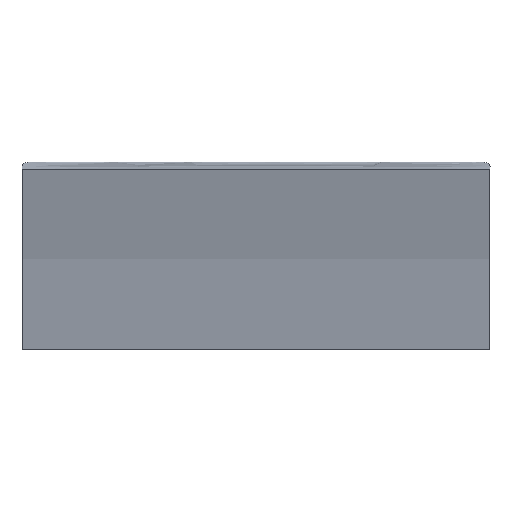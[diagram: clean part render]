
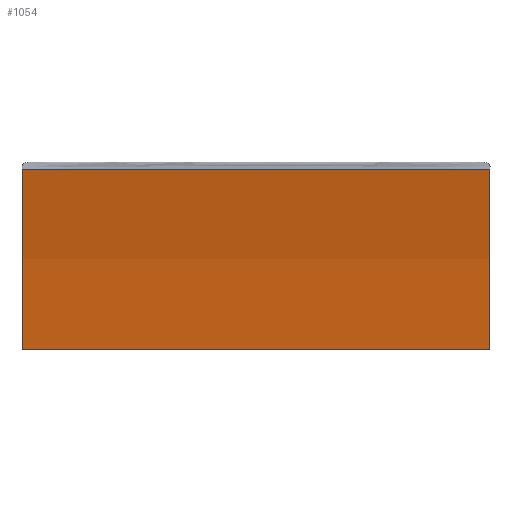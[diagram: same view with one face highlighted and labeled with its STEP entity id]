
A CAD part, top view. The second image highlights one B-rep face of the part: STEP entity #1054.
In plain terms, the highlighted free-form (B-spline) face has degree [1, 3] with [2, 4] control points.
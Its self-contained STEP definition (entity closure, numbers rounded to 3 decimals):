
#131 = VERTEX_POINT ( 'NONE', #5467 ) ;
#191 = CARTESIAN_POINT ( 'NONE',  ( -1050., 2940.831, 284.857 ) ) ;
#394 = ORIENTED_EDGE ( 'NONE', *, *, #2147, .T. ) ;
#538 = B_SPLINE_CURVE_WITH_KNOTS ( 'NONE', 1,
 ( #2628, #191 ),
 .UNSPECIFIED., .F., .F.,
 ( 2, 2 ),
 ( -1., 0. ),
 .UNSPECIFIED. ) ;
#660 = EDGE_CURVE ( 'NONE', #5736, #2412, #1678, .T. ) ;
#756 = B_SPLINE_CURVE_WITH_KNOTS ( 'NONE', 1,
 ( #4765, #1857 ),
 .UNSPECIFIED., .F., .F.,
 ( 2, 2 ),
 ( -1., 0. ),
 .UNSPECIFIED. ) ;
#777 = EDGE_CURVE ( 'NONE', #131, #1994, #5021, .T. ) ;
#796 = CARTESIAN_POINT ( 'NONE',  ( -1050., 2940.831, 284.857 ) ) ;
#1054 = ADVANCED_FACE ( 'NONE', ( #2238 ), #2583, .T. ) ;
#1146 = CARTESIAN_POINT ( 'NONE',  ( 1050., 2130.756, 114.089 ) ) ;
#1288 = EDGE_CURVE ( 'NONE', #2412, #131, #538, .T. ) ;
#1585 = CARTESIAN_POINT ( 'NONE',  ( -1050., 2675.994, 204.951 ) ) ;
#1678 =( BOUNDED_CURVE ( )  B_SPLINE_CURVE ( 3, ( #2873, #3893, #3860, #5712 ),
 .UNSPECIFIED., .F., .T. ) 
 B_SPLINE_CURVE_WITH_KNOTS ( ( 4, 4 ),
 ( -0.171, 0. ),
 .UNSPECIFIED. ) 
 CURVE ( )  GEOMETRIC_REPRESENTATION_ITEM ( )  RATIONAL_B_SPLINE_CURVE ( ( 1., 0.998, 0.998, 1. ) ) 
 REPRESENTATION_ITEM ( '' )  );
#1833 = ORIENTED_EDGE ( 'NONE', *, *, #1288, .T. ) ;
#1857 = CARTESIAN_POINT ( 'NONE',  ( 1050., 2130.756, 114.089 ) ) ;
#1994 = VERTEX_POINT ( 'NONE', #3366 ) ;
#2110 = CARTESIAN_POINT ( 'NONE',  ( -1050., 2675.994, 204.951 ) ) ;
#2147 = EDGE_CURVE ( 'NONE', #1994, #5736, #756, .T. ) ;
#2175 = ORIENTED_EDGE ( 'NONE', *, *, #660, .T. ) ;
#2238 = FACE_OUTER_BOUND ( 'NONE', #5114, .T. ) ;
#2412 = VERTEX_POINT ( 'NONE', #2788 ) ;
#2583 =( BOUNDED_SURFACE ( )  B_SPLINE_SURFACE ( 1, 3, ( 
 ( #3712, #5660, #5175, #1146 ),
 ( #796, #2110, #3583, #4063 ) ),
 .UNSPECIFIED., .F., .F., .F. ) 
 B_SPLINE_SURFACE_WITH_KNOTS ( ( 2, 2 ),
 ( 4, 4 ),
 ( 0., 1. ),
 ( 0., 1. ),
 .UNSPECIFIED. ) 
 GEOMETRIC_REPRESENTATION_ITEM ( )  RATIONAL_B_SPLINE_SURFACE ( (
 ( 1., 0.998, 0.998, 1.),
 ( 1., 0.998, 0.998, 1.) ) ) 
 REPRESENTATION_ITEM ( '' )  SURFACE ( )  );
#2628 = CARTESIAN_POINT ( 'NONE',  ( 1050., 2940.831, 284.857 ) ) ;
#2788 = CARTESIAN_POINT ( 'NONE',  ( 1050., 2940.831, 284.857 ) ) ;
#2873 = CARTESIAN_POINT ( 'NONE',  ( 1050., 2130.756, 114.089 ) ) ;
#3366 = CARTESIAN_POINT ( 'NONE',  ( -1050., 2130.756, 114.089 ) ) ;
#3583 = CARTESIAN_POINT ( 'NONE',  ( -1050., 2405.313, 147.89 ) ) ;
#3604 = CARTESIAN_POINT ( 'NONE',  ( -1050., 2940.831, 284.857 ) ) ;
#3712 = CARTESIAN_POINT ( 'NONE',  ( 1050., 2940.831, 284.857 ) ) ;
#3860 = CARTESIAN_POINT ( 'NONE',  ( 1050., 2675.994, 204.951 ) ) ;
#3893 = CARTESIAN_POINT ( 'NONE',  ( 1050., 2405.313, 147.89 ) ) ;
#4063 = CARTESIAN_POINT ( 'NONE',  ( -1050., 2130.756, 114.089 ) ) ;
#4129 = ORIENTED_EDGE ( 'NONE', *, *, #777, .T. ) ;
#4765 = CARTESIAN_POINT ( 'NONE',  ( -1050., 2130.756, 114.089 ) ) ;
#5021 =( BOUNDED_CURVE ( )  B_SPLINE_CURVE ( 3, ( #3604, #1585, #5052, #5567 ),
 .UNSPECIFIED., .F., .T. ) 
 B_SPLINE_CURVE_WITH_KNOTS ( ( 4, 4 ),
 ( -0.171, 0. ),
 .UNSPECIFIED. ) 
 CURVE ( )  GEOMETRIC_REPRESENTATION_ITEM ( )  RATIONAL_B_SPLINE_CURVE ( ( 1., 0.998, 0.998, 1. ) ) 
 REPRESENTATION_ITEM ( '' )  );
#5052 = CARTESIAN_POINT ( 'NONE',  ( -1050., 2405.313, 147.89 ) ) ;
#5114 = EDGE_LOOP ( 'NONE', ( #2175, #1833, #4129, #394 ) ) ;
#5151 = CARTESIAN_POINT ( 'NONE',  ( 1050., 2130.756, 114.089 ) ) ;
#5175 = CARTESIAN_POINT ( 'NONE',  ( 1050., 2405.313, 147.89 ) ) ;
#5467 = CARTESIAN_POINT ( 'NONE',  ( -1050., 2940.831, 284.857 ) ) ;
#5567 = CARTESIAN_POINT ( 'NONE',  ( -1050., 2130.756, 114.089 ) ) ;
#5660 = CARTESIAN_POINT ( 'NONE',  ( 1050., 2675.994, 204.951 ) ) ;
#5712 = CARTESIAN_POINT ( 'NONE',  ( 1050., 2940.831, 284.857 ) ) ;
#5736 = VERTEX_POINT ( 'NONE', #5151 ) ;
